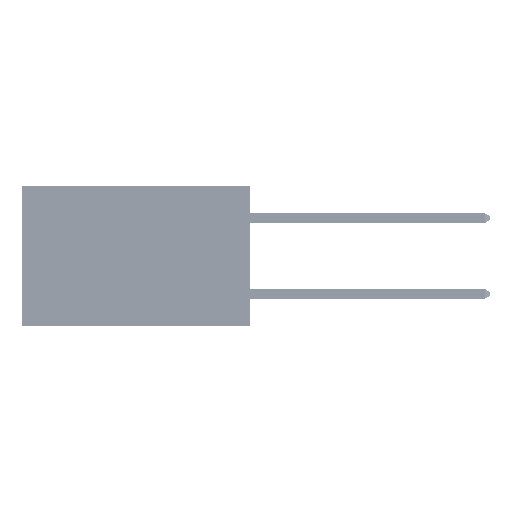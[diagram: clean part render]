
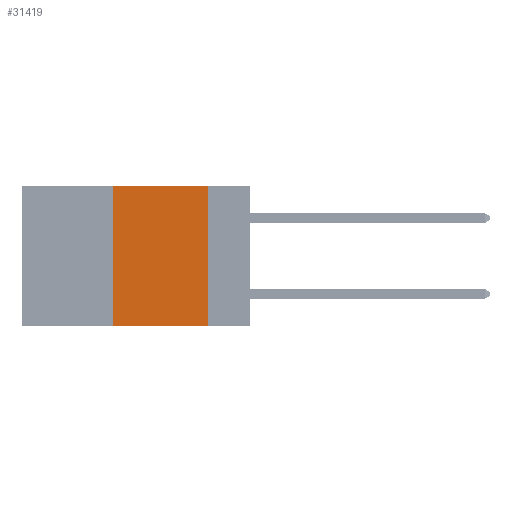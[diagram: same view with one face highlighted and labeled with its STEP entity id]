
A CAD part, left-side view. The second image highlights one B-rep face of the part: STEP entity #31419.
In plain terms, the highlighted planar face has unit normal (-1, 0, 0).
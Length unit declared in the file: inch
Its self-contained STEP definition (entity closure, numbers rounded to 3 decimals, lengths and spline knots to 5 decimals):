
#554 = CARTESIAN_POINT ( 'NONE',  ( 0., 0.36, 0. ) ) ;
#1527 = VECTOR ( 'NONE', #28270, 39.37008 ) ;
#3108 = VERTEX_POINT ( 'NONE', #5790 ) ;
#4608 = VECTOR ( 'NONE', #42623, 39.37008 ) ;
#5790 = CARTESIAN_POINT ( 'NONE',  ( 0., 0.11, -0.37 ) ) ;
#5907 = VERTEX_POINT ( 'NONE', #6471 ) ;
#6471 = CARTESIAN_POINT ( 'NONE',  ( 0., 0.11, 0. ) ) ;
#10382 = EDGE_CURVE ( 'NONE', #5907, #3108, #33186, .T. ) ;
#12410 = VERTEX_POINT ( 'NONE', #45040 ) ;
#13427 = EDGE_CURVE ( 'NONE', #37360, #5907, #45208, .T. ) ;
#13794 = VECTOR ( 'NONE', #14882, 39.37008 ) ;
#14338 = EDGE_CURVE ( 'NONE', #12410, #37360, #17475, .T. ) ;
#14882 = DIRECTION ( 'NONE',  ( 0., 0., -1. ) ) ;
#17475 = LINE ( 'NONE', #47476, #1527 ) ;
#17607 = ORIENTED_EDGE ( 'NONE', *, *, #13427, .F. ) ;
#21625 = EDGE_LOOP ( 'NONE', ( #46695, #17607, #45382, #48478 ) ) ;
#23003 = DIRECTION ( 'NONE',  ( 0., -1., 0. ) ) ;
#26077 = CARTESIAN_POINT ( 'NONE',  ( 0., 0.11, 0. ) ) ;
#26806 = CARTESIAN_POINT ( 'NONE',  ( 0., 0.6, -0.37 ) ) ;
#28270 = DIRECTION ( 'NONE',  ( 0., 0., 1. ) ) ;
#28672 = PLANE ( 'NONE',  #43924 ) ;
#30452 = CARTESIAN_POINT ( 'NONE',  ( 0., 0.6, 0. ) ) ;
#31419 = ADVANCED_FACE ( 'NONE', ( #33928 ), #28672, .F. ) ;
#33186 = LINE ( 'NONE', #26077, #13794 ) ;
#33928 = FACE_OUTER_BOUND ( 'NONE', #21625, .T. ) ;
#34332 = LINE ( 'NONE', #26806, #43759 ) ;
#37360 = VERTEX_POINT ( 'NONE', #554 ) ;
#40002 = DIRECTION ( 'NONE',  ( 0., 0., -1. ) ) ;
#40160 = CARTESIAN_POINT ( 'NONE',  ( 0., 0.6, 0. ) ) ;
#41153 = EDGE_CURVE ( 'NONE', #12410, #3108, #34332, .T. ) ;
#42623 = DIRECTION ( 'NONE',  ( 0., -1., 0. ) ) ;
#43759 = VECTOR ( 'NONE', #23003, 39.37008 ) ;
#43924 = AXIS2_PLACEMENT_3D ( 'NONE', #40160, #47721, #40002 ) ;
#45040 = CARTESIAN_POINT ( 'NONE',  ( 0., 0.36, -0.37 ) ) ;
#45208 = LINE ( 'NONE', #30452, #4608 ) ;
#45382 = ORIENTED_EDGE ( 'NONE', *, *, #14338, .F. ) ;
#46695 = ORIENTED_EDGE ( 'NONE', *, *, #10382, .F. ) ;
#47476 = CARTESIAN_POINT ( 'NONE',  ( 0., 0.36, 0. ) ) ;
#47721 = DIRECTION ( 'NONE',  ( 1., 0., 0. ) ) ;
#48478 = ORIENTED_EDGE ( 'NONE', *, *, #41153, .T. ) ;
